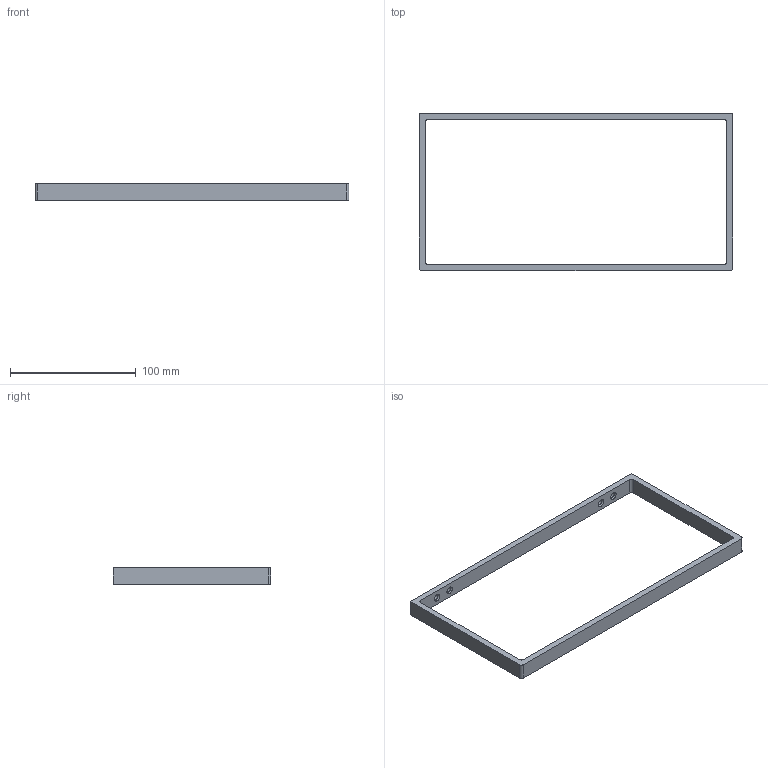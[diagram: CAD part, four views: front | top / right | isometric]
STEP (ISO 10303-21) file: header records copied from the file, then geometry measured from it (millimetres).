
FILE_DESCRIPTION(/* description */ ('','CAx-IF Rec.Pracs.---Representation and Presentation of Product Manufacturing Information (PMI)---4.0---2014-10-13'),/* implementation_level */ '2;1');
FILE_NAME(/* name */ 'Cat Water Bowl anti-tip bracket.step',/* time_stamp */ '2025-03-24T14:43:17-05:00',/* author */ (''),/* organization */ (''),/* preprocessor_version */ 'ST-DEVELOPER v20',/* originating_system */ 'Autodesk Translation Framework v13.20.0.188',/* authorisation */ '');
FILE_SCHEMA (('AP242_MANAGED_MODEL_BASED_3D_ENGINEERING_MIM_LF { 1 0 10303 442 1 1 4 }'));
Length unit declared in the file: millimetre
Products named in the file (2): Cat Water Bowl anti-tip bracket; v2 Anti-tip Bracket
Assembly tree (1 placements, depth 2):
  Cat Water Bowl anti-tip bracket
    v2 Anti-tip Bracket
Bounding box: 249 x 125 x 13 mm (x, y, z)
Volume: 47047.8 mm3; surface area: 26274.3 mm2
Topology: 1 solids, 1 shells, 36 faces, 102 edges, 68 vertices
Faces by surface type: plane 22, cylinder 10, cone 4
Entity records: 1227 total; most frequent: CARTESIAN_POINT 241, ORIENTED_EDGE 204, DIRECTION 188, EDGE_CURVE 102, VERTEX_POINT 68, AXIS2_PLACEMENT_3D 63, LINE 62, VECTOR 62
